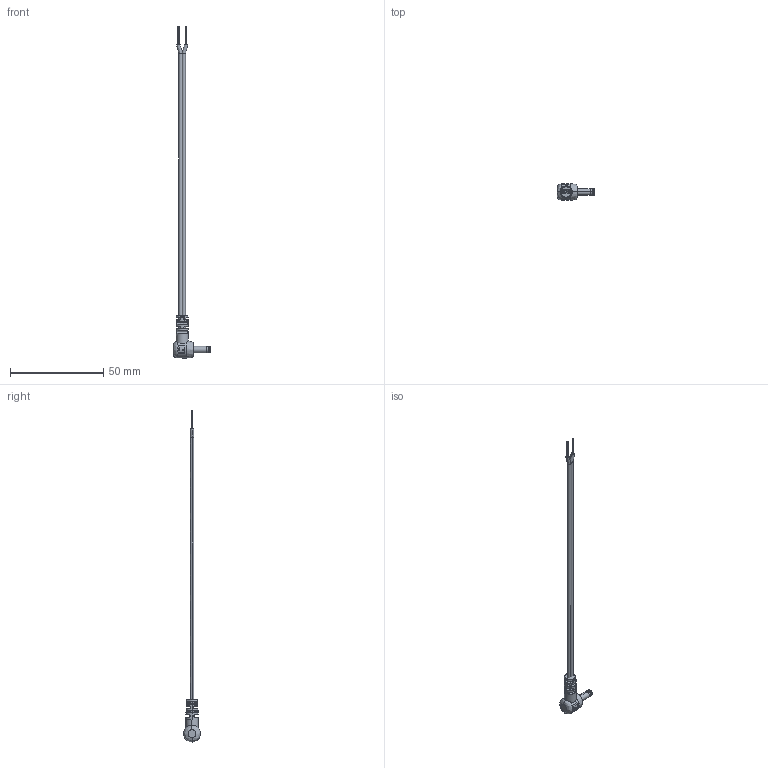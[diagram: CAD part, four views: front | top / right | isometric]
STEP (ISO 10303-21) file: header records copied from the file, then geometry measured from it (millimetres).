
FILE_DESCRIPTION (( 'STEP AP203' ), '1' );
FILE_NAME ('10-01072_revA2.STEP', '2020-09-24T18:22:42', ( '' ), ( '' ), 'SwSTEP 2.0', 'SolidWorks 2015', '' );
FILE_SCHEMA (( 'CONFIG_CONTROL_DESIGN' ));
Length unit declared in the file: millimetre
Products named in the file (8): 50-00141 insulator; 50-00141 contact; 30-00003_wst; 24-00009; 50-00141 yellow bit; 50-00141; 10-01072_revA2; 50-00141 shell
Assembly tree (7 placements, depth 3):
  10-01072_revA2
    30-00003_wst
    24-00009
    50-00141
      50-00141 yellow bit
      50-00141 shell
      50-00141 insulator
      50-00141 contact
Bounding box: 20.3 x 9 x 178.36 mm (x, y, z)
Volume: 1984.4 mm3; surface area: 6892 mm2
Topology: 60 solids, 60 shells, 682 faces, 1516 edges, 974 vertices
Faces by surface type: plane 299, cylinder 243, bspline 81, cone 34, torus 25
Entity records: 23413 total; most frequent: CARTESIAN_POINT 7663, DIRECTION 3093, ORIENTED_EDGE 3024, EDGE_CURVE 1512, AXIS2_PLACEMENT_3D 1247, VERTEX_POINT 974, EDGE_LOOP 760, ADVANCED_FACE 682
